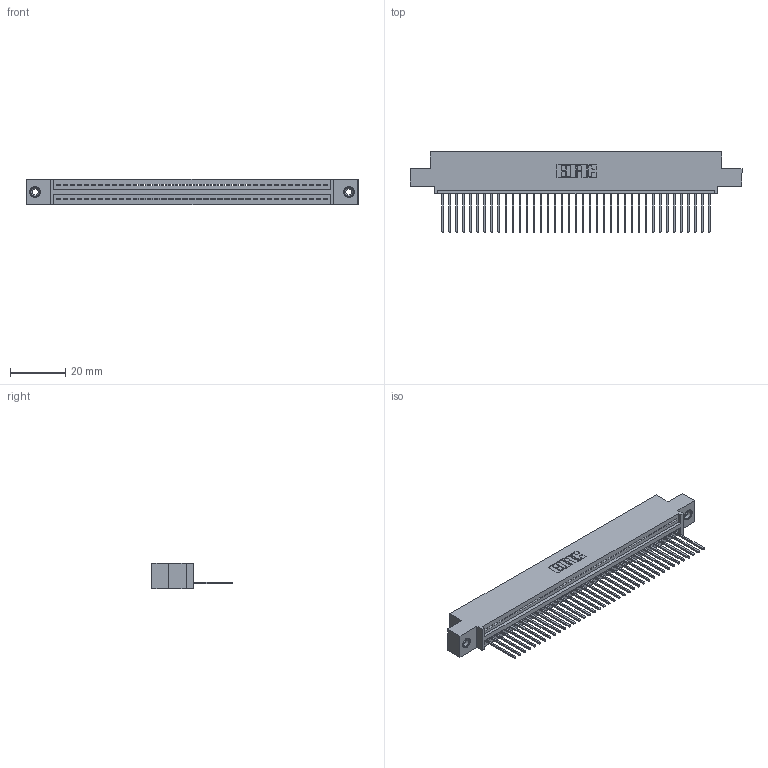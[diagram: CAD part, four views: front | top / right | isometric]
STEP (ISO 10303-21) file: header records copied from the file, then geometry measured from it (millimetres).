
FILE_DESCRIPTION (( 'STEP AP203' ), '1' );
FILE_NAME ('395-039-540-408.STEP', '2019-10-22T03:08:15', ( '' ), ( '' ), 'SwSTEP 2.0', 'SolidWorks 2016', '' );
FILE_SCHEMA (( 'CONFIG_CONTROL_DESIGN' ));
Length unit declared in the file: inch
Products named in the file (4): 395-039-540-408; 345 Part_0.110 Offset - 0.156 Dia-TI; 345-250-001_345-250-003-102; 345-292-001_345-293-140
Assembly tree (42 placements, depth 2):
  395-039-540-408
    345 Part_0.110 Offset - 0.156 Dia-TI
    345-292-001_345-293-140  x39
    345-250-001_345-250-003-102  x2
Bounding box: 120.27 x 29.13 x 9.4 mm (x, y, z)
Volume: 11371.6 mm3; surface area: 15552.1 mm2
Topology: 42 solids, 42 shells, 2452 faces, 7353 edges, 4842 vertices
Faces by surface type: plane 1676, cylinder 760, cone 12, torus 4
Entity records: 31092 total; most frequent: CARTESIAN_POINT 5368, ORIENTED_EDGE 5334, DIRECTION 4719, EDGE_CURVE 2667, LINE 2359, VECTOR 2359, VERTEX_POINT 1772, AXIS2_PLACEMENT_3D 1180
